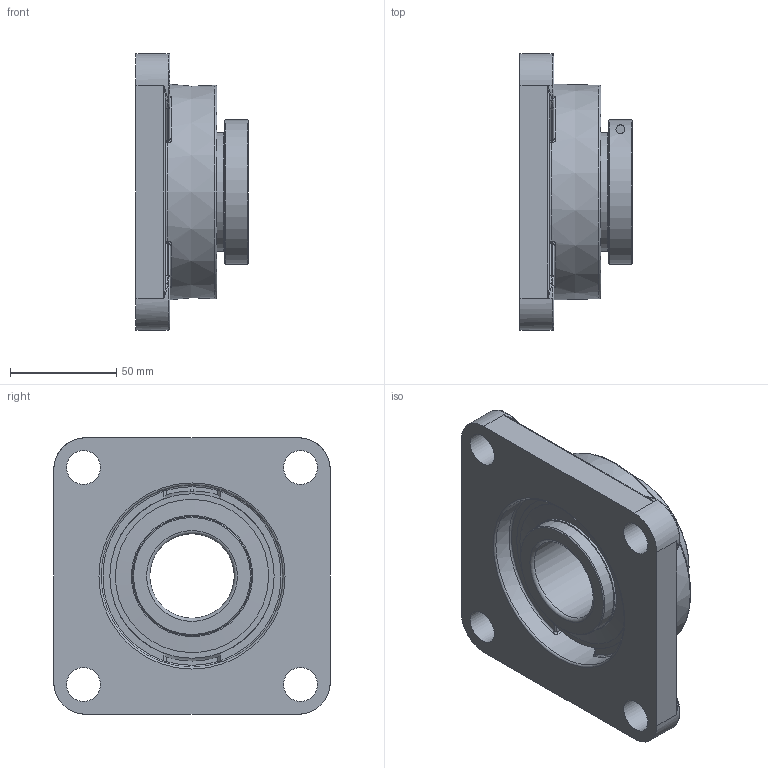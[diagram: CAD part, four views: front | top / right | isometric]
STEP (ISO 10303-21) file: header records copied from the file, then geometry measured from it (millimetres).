
FILE_DESCRIPTION(('HOOPS Exchange Step'),'2;1');
FILE_NAME('export-6E3885AA-D256-4CCA-8201-BCD6FB9F4600.stp','2020-05-28T14:35:28-07:00',('dkerr'),('Alibre'),'HOOPS Exchange 2020.0','Alibre','Unknown authorisation');
FILE_SCHEMA( ('AP242_MANAGED_MODEL_BASED_3D_ENGINEERING_MIM_LF {1 0 10303 442 1 1 4 }') );
Length unit declared in the file: inch
Products named in the file (8): MRN SFM L4L 208; MRN SUE 208-25 L4L (1.5625) (Race); MRN SUE 208 L4L (Ball); MRN SUE 208 L4L (Lock Ring); MRN SUE 208 L4L (Shield); MRN SUE 208 L4L (Bolt); MRN SUE 208-25 L4L (1.5625); MRN SUESFM 208-25 L4L (1.6525inch)
Assembly tree (8 placements, depth 3):
  MRN SUESFM 208-25 L4L (1.6525inch)
    MRN SFM L4L 208
    MRN SUE 208-25 L4L (1.5625)
      MRN SUE 208-25 L4L (1.5625) (Race)
      MRN SUE 208 L4L (Ball)
      MRN SUE 208 L4L (Lock Ring)
      MRN SUE 208 L4L (Shield)  x2
      MRN SUE 208 L4L (Bolt)
Bounding box: 52.7 x 130 x 130 mm (x, y, z)
Volume: 317490.2 mm3; surface area: 99628.1 mm2
Topology: 16 solids, 16 shells, 287 faces, 762 edges, 470 vertices
Faces by surface type: plane 79, cylinder 78, torus 45, cone 31, bspline 28, sphere 26
Full cylindrical faces by diameter (mm): 4.134 x1, 4.137 x1, 5.8 x1, 8.5 x1, 16 x4, 39.688 x1, 56 x4, 57.016 x2, 68 x2, 72 x2, 83.82 x1, 85.725 x1, 88.22 x1
Entity records: 14301 total; most frequent: CARTESIAN_POINT 7352, DIRECTION 1460, ORIENTED_EDGE 1400, EDGE_CURVE 700, AXIS2_PLACEMENT_3D 617, VERTEX_POINT 456, CIRCLE 341, EDGE_LOOP 306
